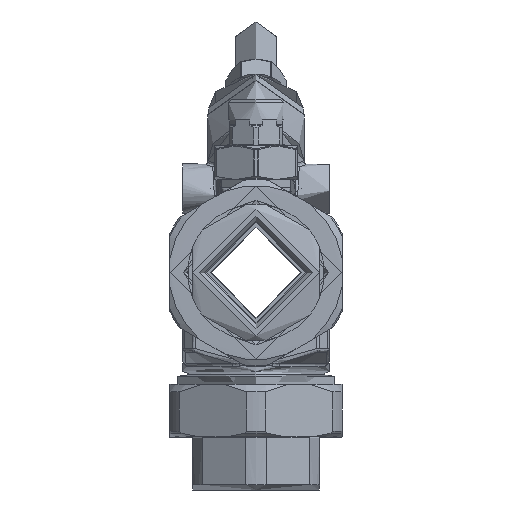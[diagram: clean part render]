
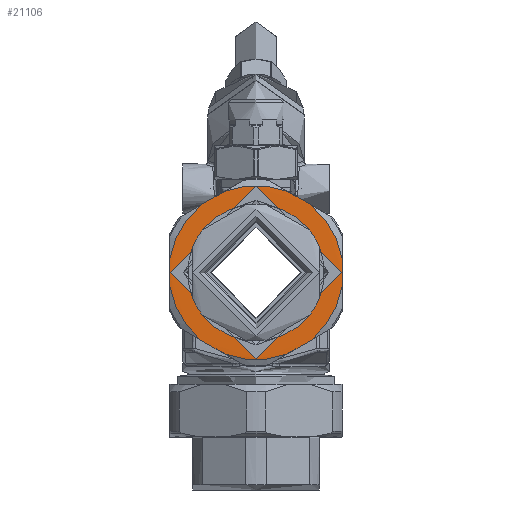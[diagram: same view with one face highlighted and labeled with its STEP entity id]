
A CAD part, left-side view. The second image highlights one B-rep face of the part: STEP entity #21106.
In plain terms, the highlighted toroidal (fillet/blend) face has major radius 32.782 mm and minor radius 1 mm.
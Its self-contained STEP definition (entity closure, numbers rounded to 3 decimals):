
#213=TOROIDAL_SURFACE('',#22485,32.782,1.);
#2235=CIRCLE('',#22486,32.782);
#2236=CIRCLE('',#22487,33.282);
#2237=CIRCLE('',#22488,33.282);
#2238=CIRCLE('',#22489,33.282);
#2239=CIRCLE('',#22490,33.282);
#2240=CIRCLE('',#22491,33.282);
#2241=CIRCLE('',#22492,33.282);
#5708=ORIENTED_EDGE('',*,*,#8335,.T.);
#5709=ORIENTED_EDGE('',*,*,#8336,.F.);
#5710=ORIENTED_EDGE('',*,*,#8337,.F.);
#5711=ORIENTED_EDGE('',*,*,#8338,.F.);
#5712=ORIENTED_EDGE('',*,*,#8339,.F.);
#5713=ORIENTED_EDGE('',*,*,#8340,.F.);
#5714=ORIENTED_EDGE('',*,*,#8341,.F.);
#5715=ORIENTED_EDGE('',*,*,#8342,.F.);
#5716=ORIENTED_EDGE('',*,*,#8343,.F.);
#5717=ORIENTED_EDGE('',*,*,#8344,.F.);
#5718=ORIENTED_EDGE('',*,*,#8345,.F.);
#5719=ORIENTED_EDGE('',*,*,#8346,.F.);
#5720=ORIENTED_EDGE('',*,*,#8347,.F.);
#8335=EDGE_CURVE('',#9932,#9932,#2235,.T.);
#8336=EDGE_CURVE('',#9933,#9934,#10950,.T.);
#8337=EDGE_CURVE('',#9935,#9933,#2236,.T.);
#8338=EDGE_CURVE('',#9936,#9935,#10951,.T.);
#8339=EDGE_CURVE('',#9937,#9936,#2237,.T.);
#8340=EDGE_CURVE('',#9938,#9937,#10952,.T.);
#8341=EDGE_CURVE('',#9939,#9938,#2238,.T.);
#8342=EDGE_CURVE('',#9940,#9939,#10953,.T.);
#8343=EDGE_CURVE('',#9941,#9940,#2239,.T.);
#8344=EDGE_CURVE('',#9942,#9941,#10954,.T.);
#8345=EDGE_CURVE('',#9943,#9942,#2240,.T.);
#8346=EDGE_CURVE('',#9944,#9943,#10955,.T.);
#8347=EDGE_CURVE('',#9934,#9944,#2241,.T.);
#9932=VERTEX_POINT('',#38143);
#9933=VERTEX_POINT('',#38149);
#9934=VERTEX_POINT('',#38150);
#9935=VERTEX_POINT('',#38152);
#9936=VERTEX_POINT('',#38160);
#9937=VERTEX_POINT('',#38162);
#9938=VERTEX_POINT('',#38168);
#9939=VERTEX_POINT('',#38170);
#9940=VERTEX_POINT('',#38176);
#9941=VERTEX_POINT('',#38178);
#9942=VERTEX_POINT('',#38186);
#9943=VERTEX_POINT('',#38188);
#9944=VERTEX_POINT('',#38194);
#10950=B_SPLINE_CURVE_WITH_KNOTS('',3,(#38144,#38145,#38146,#38147,#38148),
 .UNSPECIFIED.,.F.,.F.,(4,1,4),(0.,0.005,
0.011),.UNSPECIFIED.);
#10951=B_SPLINE_CURVE_WITH_KNOTS('',3,(#38153,#38154,#38155,#38156,#38157,
#38158,#38159),.UNSPECIFIED.,.F.,.F.,(4,1,1,1,4),(0.027,0.03,
0.033,0.035,0.038),.UNSPECIFIED.);
#10952=B_SPLINE_CURVE_WITH_KNOTS('',3,(#38163,#38164,#38165,#38166,#38167),
 .UNSPECIFIED.,.F.,.F.,(4,1,4),(0.,0.005,
0.011),.UNSPECIFIED.);
#10953=B_SPLINE_CURVE_WITH_KNOTS('',3,(#38171,#38172,#38173,#38174,#38175),
 .UNSPECIFIED.,.F.,.F.,(4,1,4),(0.,0.005,
0.011),.UNSPECIFIED.);
#10954=B_SPLINE_CURVE_WITH_KNOTS('',3,(#38179,#38180,#38181,#38182,#38183,
#38184,#38185),.UNSPECIFIED.,.F.,.F.,(4,1,1,1,4),(0.027,0.03,
0.033,0.035,0.038),.UNSPECIFIED.);
#10955=B_SPLINE_CURVE_WITH_KNOTS('',3,(#38189,#38190,#38191,#38192,#38193),
 .UNSPECIFIED.,.F.,.F.,(4,1,4),(0.,0.005,
0.011),.UNSPECIFIED.);
#11974=EDGE_LOOP('',(#5708));
#11975=EDGE_LOOP('',(#5709,#5710,#5711,#5712,#5713,#5714,#5715,#5716,#5717,
#5718,#5719,#5720));
#13200=FACE_BOUND('',#11974,.T.);
#13201=FACE_BOUND('',#11975,.T.);
#21106=ADVANCED_FACE('',(#13200,#13201),#213,.T.);
#22485=AXIS2_PLACEMENT_3D('',#38141,#25466,#25467);
#22486=AXIS2_PLACEMENT_3D('',#38142,#25468,#25469);
#22487=AXIS2_PLACEMENT_3D('',#38151,#25470,#25471);
#22488=AXIS2_PLACEMENT_3D('',#38161,#25472,#25473);
#22489=AXIS2_PLACEMENT_3D('',#38169,#25474,#25475);
#22490=AXIS2_PLACEMENT_3D('',#38177,#25476,#25477);
#22491=AXIS2_PLACEMENT_3D('',#38187,#25478,#25479);
#22492=AXIS2_PLACEMENT_3D('',#38195,#25480,#25481);
#25466=DIRECTION('',(-1.,0.,0.));
#25467=DIRECTION('',(0.,0.,1.));
#25468=DIRECTION('',(-1.,0.,0.));
#25469=DIRECTION('',(0.,0.,1.));
#25470=DIRECTION('',(-1.,0.,0.));
#25471=DIRECTION('',(0.,0.,1.));
#25472=DIRECTION('',(-1.,0.,0.));
#25473=DIRECTION('',(0.,0.,1.));
#25474=DIRECTION('',(-1.,0.,0.));
#25475=DIRECTION('',(0.,0.,1.));
#25476=DIRECTION('',(-1.,0.,0.));
#25477=DIRECTION('',(0.,0.,1.));
#25478=DIRECTION('',(-1.,0.,0.));
#25479=DIRECTION('',(0.,0.,1.));
#25480=DIRECTION('',(-1.,0.,0.));
#25481=DIRECTION('',(0.,0.,1.));
#38141=CARTESIAN_POINT('',(20.5,0.,0.));
#38142=CARTESIAN_POINT('',(21.5,0.,0.));
#38143=CARTESIAN_POINT('',(21.5,0.,32.782));
#38144=CARTESIAN_POINT('',(21.366,25.776,21.054));
#38145=CARTESIAN_POINT('',(21.531,26.664,19.516));
#38146=CARTESIAN_POINT('',(21.464,28.45,16.424));
#38147=CARTESIAN_POINT('',(21.531,30.231,13.338));
#38148=CARTESIAN_POINT('',(21.366,31.122,11.796));
#38149=CARTESIAN_POINT('',(21.366,25.776,21.054));
#38150=CARTESIAN_POINT('',(21.366,31.122,11.796));
#38151=CARTESIAN_POINT('',(21.366,0.,0.));
#38152=CARTESIAN_POINT('',(21.366,5.345,32.85));
#38153=CARTESIAN_POINT('',(21.366,-5.345,32.85));
#38154=CARTESIAN_POINT('',(21.448,-4.464,32.85));
#38155=CARTESIAN_POINT('',(21.495,-2.685,32.85));
#38156=CARTESIAN_POINT('',(21.499,-0.033,32.85));
#38157=CARTESIAN_POINT('',(21.496,2.665,32.85));
#38158=CARTESIAN_POINT('',(21.449,4.453,32.85));
#38159=CARTESIAN_POINT('',(21.366,5.345,32.85));
#38160=CARTESIAN_POINT('',(21.366,-5.345,32.85));
#38161=CARTESIAN_POINT('',(21.366,0.,0.));
#38162=CARTESIAN_POINT('',(21.366,-25.776,21.054));
#38163=CARTESIAN_POINT('',(21.366,-31.122,11.796));
#38164=CARTESIAN_POINT('',(21.531,-30.233,13.334));
#38165=CARTESIAN_POINT('',(21.464,-28.448,16.426));
#38166=CARTESIAN_POINT('',(21.531,-26.666,19.512));
#38167=CARTESIAN_POINT('',(21.366,-25.776,21.054));
#38168=CARTESIAN_POINT('',(21.366,-31.122,11.796));
#38169=CARTESIAN_POINT('',(21.366,0.,0.));
#38170=CARTESIAN_POINT('',(21.366,-31.122,-11.796));
#38171=CARTESIAN_POINT('',(21.366,-25.776,-21.054));
#38172=CARTESIAN_POINT('',(21.531,-26.664,-19.516));
#38173=CARTESIAN_POINT('',(21.464,-28.45,-16.424));
#38174=CARTESIAN_POINT('',(21.531,-30.231,-13.338));
#38175=CARTESIAN_POINT('',(21.366,-31.122,-11.796));
#38176=CARTESIAN_POINT('',(21.366,-25.776,-21.054));
#38177=CARTESIAN_POINT('',(21.366,0.,0.));
#38178=CARTESIAN_POINT('',(21.366,-5.345,-32.85));
#38179=CARTESIAN_POINT('',(21.366,5.345,-32.85));
#38180=CARTESIAN_POINT('',(21.448,4.464,-32.85));
#38181=CARTESIAN_POINT('',(21.495,2.685,-32.85));
#38182=CARTESIAN_POINT('',(21.499,0.033,-32.85));
#38183=CARTESIAN_POINT('',(21.496,-2.665,-32.85));
#38184=CARTESIAN_POINT('',(21.449,-4.453,-32.85));
#38185=CARTESIAN_POINT('',(21.366,-5.345,-32.85));
#38186=CARTESIAN_POINT('',(21.366,5.345,-32.85));
#38187=CARTESIAN_POINT('',(21.366,0.,0.));
#38188=CARTESIAN_POINT('',(21.366,25.776,-21.054));
#38189=CARTESIAN_POINT('',(21.366,31.122,-11.796));
#38190=CARTESIAN_POINT('',(21.531,30.233,-13.334));
#38191=CARTESIAN_POINT('',(21.464,28.448,-16.426));
#38192=CARTESIAN_POINT('',(21.531,26.666,-19.512));
#38193=CARTESIAN_POINT('',(21.366,25.776,-21.054));
#38194=CARTESIAN_POINT('',(21.366,31.122,-11.796));
#38195=CARTESIAN_POINT('',(21.366,0.,0.));
